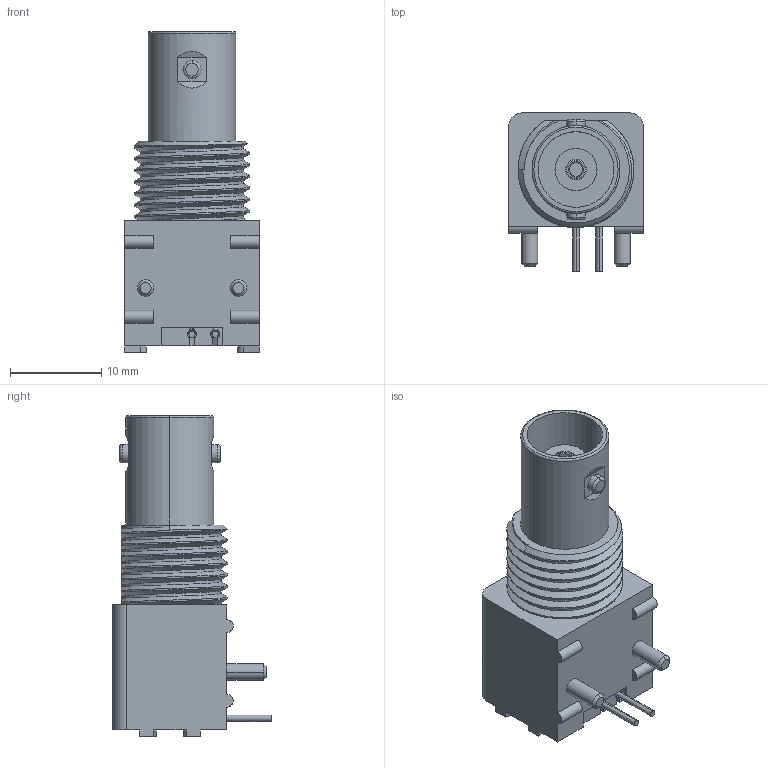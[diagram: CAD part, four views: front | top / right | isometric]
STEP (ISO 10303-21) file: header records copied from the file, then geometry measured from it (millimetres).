
FILE_DESCRIPTION (( 'STEP AP214' ), '1' );
FILE_NAME ('0731375003.STEP', '2018-10-23T23:34:20', ( '' ), ( '' ), 'SwSTEP 2.0', 'SolidWorks 2017', '' );
FILE_SCHEMA (( 'AUTOMOTIVE_DESIGN' ));
Length unit declared in the file: millimetre
Products named in the file (1): 0731375003
Bounding box: 14.76 x 17.35 x 35.18 mm (x, y, z)
Volume: 3752.4 mm3; surface area: 2746.4 mm2
Topology: 6 solids, 6 shells, 186 faces, 474 edges, 310 vertices
Faces by surface type: cylinder 71, plane 67, bspline 24, torus 18, cone 6
Entity records: 12993 total; most frequent: CARTESIAN_POINT 8628, ORIENTED_EDGE 948, DIRECTION 837, EDGE_CURVE 474, AXIS2_PLACEMENT_3D 313, VERTEX_POINT 310, VECTOR 211, LINE 211
